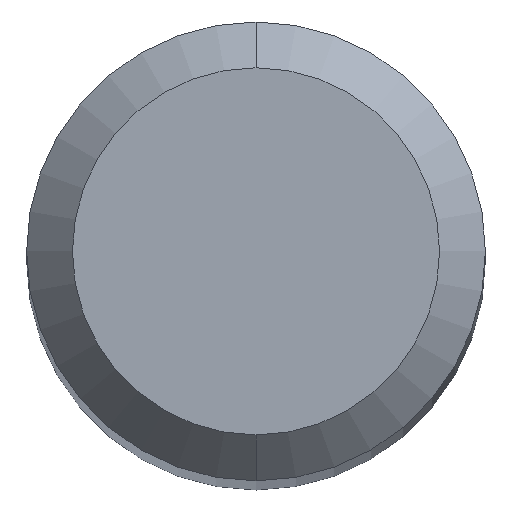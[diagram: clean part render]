
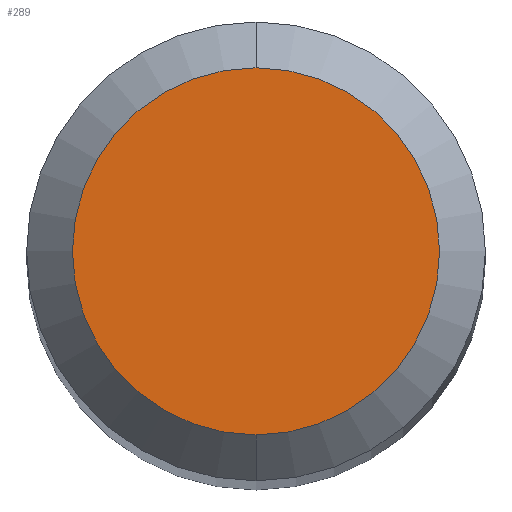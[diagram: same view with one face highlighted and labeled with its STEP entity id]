
A CAD part, top view. The second image highlights one B-rep face of the part: STEP entity #289.
In plain terms, the highlighted planar face has unit normal (0, 0, 1).
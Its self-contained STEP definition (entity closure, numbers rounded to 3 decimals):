
#181=VERTEX_POINT('',#473);
#289=ADVANCED_FACE('',(#589),#590,.T.);
#317=EDGE_CURVE('',#379,#181,#620,.T.);
#379=VERTEX_POINT('',#693);
#433=EDGE_CURVE('',#181,#379,#751,.T.);
#473=CARTESIAN_POINT('',(0.0,1.2,33.48));
#589=FACE_OUTER_BOUND('',#1045,.T.);
#590=PLANE('',#1046);
#620=CIRCLE('',#1100,1.2);
#693=CARTESIAN_POINT('',(0.,-1.2,33.48));
#751=CIRCLE('',#1413,1.2);
#1045=EDGE_LOOP('',(#1560,#1561));
#1046=AXIS2_PLACEMENT_3D('',#1562,#1563,#1564);
#1100=AXIS2_PLACEMENT_3D('',#1587,#1588,#1589);
#1413=AXIS2_PLACEMENT_3D('',#1745,#1746,#1747);
#1560=ORIENTED_EDGE('',*,*,#433,.F.);
#1561=ORIENTED_EDGE('',*,*,#317,.F.);
#1562=CARTESIAN_POINT('',(0.0,0.6,33.48));
#1563=DIRECTION('',(-0.0,0.0,1.0));
#1564=DIRECTION('',(0.0,-1.0,0.0));
#1587=CARTESIAN_POINT('',(0.0,0.0,33.48));
#1588=DIRECTION('',(0.0,0.0,-1.0));
#1589=DIRECTION('',(0.0,1.0,0.0));
#1745=CARTESIAN_POINT('',(0.0,0.0,33.48));
#1746=DIRECTION('',(0.0,0.0,-1.0));
#1747=DIRECTION('',(0.0,1.0,0.0));
